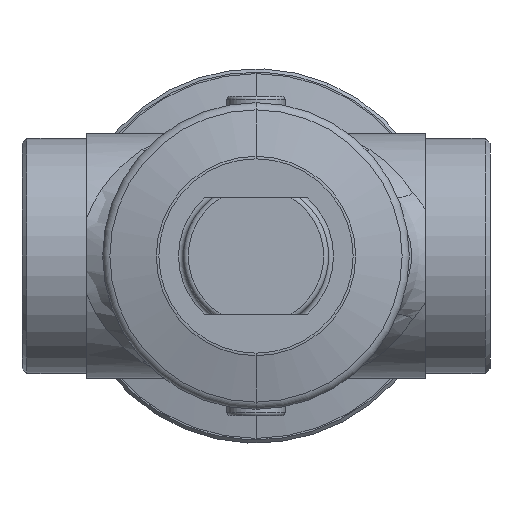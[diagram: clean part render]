
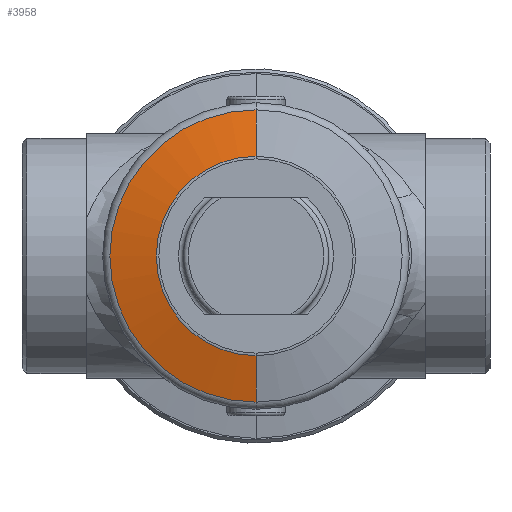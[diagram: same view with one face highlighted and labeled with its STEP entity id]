
A CAD part, front view. The second image highlights one B-rep face of the part: STEP entity #3958.
In plain terms, the highlighted conical face has half-angle 75 degrees and reference radius 30.881 mm.
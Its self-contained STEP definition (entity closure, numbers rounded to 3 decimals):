
#47 = ORIENTED_EDGE ( 'NONE', *, *, #2634, .F. ) ;
#1315 = CARTESIAN_POINT ( 'NONE',  ( 0., -77.898, -30.881 ) ) ;
#1773 = EDGE_CURVE ( 'NONE', #15492, #3466, #9591, .T. ) ;
#2506 = ORIENTED_EDGE ( 'NONE', *, *, #1773, .T. ) ;
#2634 = EDGE_CURVE ( 'NONE', #8565, #7627, #11344, .T. ) ;
#3045 = DIRECTION ( 'NONE',  ( 0., 0.259, -0.966 ) ) ;
#3466 = VERTEX_POINT ( 'NONE', #9067 ) ;
#3957 = CARTESIAN_POINT ( 'NONE',  ( 0., -77.898, 30.881 ) ) ;
#3958 = ADVANCED_FACE ( 'NONE', ( #15781 ), #5342, .T. ) ;
#4230 = CARTESIAN_POINT ( 'NONE',  ( 0., -74.041, 0. ) ) ;
#5342 = CONICAL_SURFACE ( 'NONE', #6530, 30.881, 1.309 ) ;
#5513 = DIRECTION ( 'NONE',  ( 0., 0., -1. ) ) ;
#5619 = EDGE_CURVE ( 'NONE', #15492, #8565, #8255, .T. ) ;
#5620 = EDGE_LOOP ( 'NONE', ( #2506, #14241, #47, #5788 ) ) ;
#5622 = CARTESIAN_POINT ( 'NONE',  ( 0., -74.041, 45.276 ) ) ;
#5788 = ORIENTED_EDGE ( 'NONE', *, *, #5619, .F. ) ;
#5842 = DIRECTION ( 'NONE',  ( 0., 0., -1. ) ) ;
#6171 = CARTESIAN_POINT ( 'NONE',  ( 0., -77.898, 0. ) ) ;
#6530 = AXIS2_PLACEMENT_3D ( 'NONE', #6171, #13717, #11081 ) ;
#7627 = VERTEX_POINT ( 'NONE', #5622 ) ;
#8255 = LINE ( 'NONE', #13202, #14966 ) ;
#8565 = VERTEX_POINT ( 'NONE', #12239 ) ;
#9067 = CARTESIAN_POINT ( 'NONE',  ( 0., -77.898, 30.881 ) ) ;
#9591 = CIRCLE ( 'NONE', #13247, 30.881 ) ;
#11081 = DIRECTION ( 'NONE',  ( 0., 0., -1. ) ) ;
#11344 = CIRCLE ( 'NONE', #12324, 45.276 ) ;
#12239 = CARTESIAN_POINT ( 'NONE',  ( 0., -74.041, -45.276 ) ) ;
#12324 = AXIS2_PLACEMENT_3D ( 'NONE', #4230, #13046, #5513 ) ;
#13046 = DIRECTION ( 'NONE',  ( 0., 1., 0. ) ) ;
#13202 = CARTESIAN_POINT ( 'NONE',  ( 0., -77.898, -30.881 ) ) ;
#13247 = AXIS2_PLACEMENT_3D ( 'NONE', #14659, #14908, #5842 ) ;
#13299 = EDGE_CURVE ( 'NONE', #3466, #7627, #14070, .T. ) ;
#13667 = VECTOR ( 'NONE', #14075, 1000. ) ;
#13717 = DIRECTION ( 'NONE',  ( 0., 1., 0. ) ) ;
#14070 = LINE ( 'NONE', #3957, #13667 ) ;
#14075 = DIRECTION ( 'NONE',  ( 0., 0.259, 0.966 ) ) ;
#14241 = ORIENTED_EDGE ( 'NONE', *, *, #13299, .T. ) ;
#14659 = CARTESIAN_POINT ( 'NONE',  ( 0., -77.898, 0. ) ) ;
#14908 = DIRECTION ( 'NONE',  ( 0., 1., 0. ) ) ;
#14966 = VECTOR ( 'NONE', #3045, 1000. ) ;
#15492 = VERTEX_POINT ( 'NONE', #1315 ) ;
#15781 = FACE_OUTER_BOUND ( 'NONE', #5620, .T. ) ;
